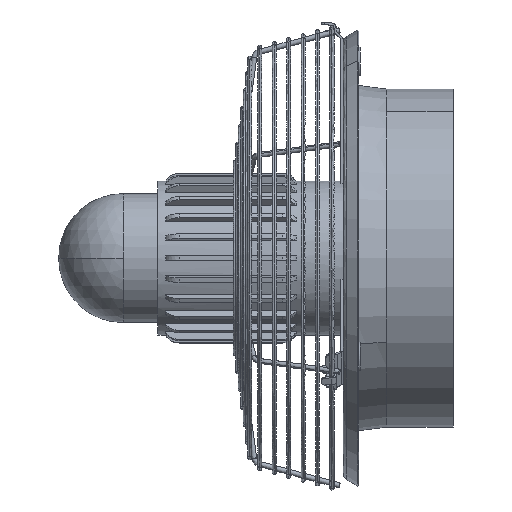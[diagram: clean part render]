
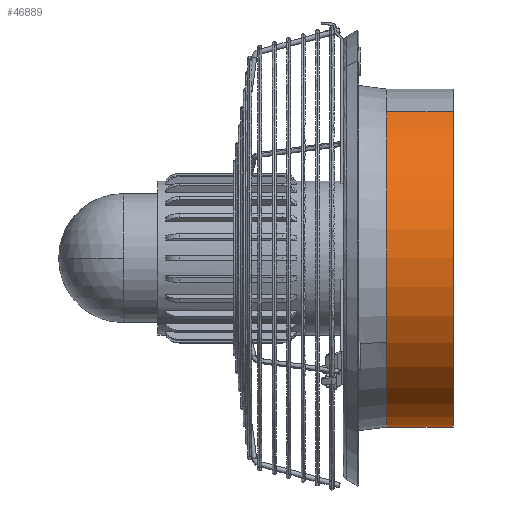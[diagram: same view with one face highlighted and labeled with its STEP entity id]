
A CAD part, front view. The second image highlights one B-rep face of the part: STEP entity #46889.
In plain terms, the highlighted cylindrical face has radius 107.5 mm (diameter 215 mm), a partial arc.
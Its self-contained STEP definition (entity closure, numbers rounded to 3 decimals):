
#1361 = EDGE_CURVE ( 'NONE', #33531, #56823, #5408, .T. ) ;
#3453 = VERTEX_POINT ( 'NONE', #61255 ) ;
#5408 = CIRCLE ( 'NONE', #31985, 107.5 ) ;
#9598 = VERTEX_POINT ( 'NONE', #30314 ) ;
#11672 = AXIS2_PLACEMENT_3D ( 'NONE', #56498, #27407, #42069 ) ;
#13713 = CYLINDRICAL_SURFACE ( 'NONE', #55864, 107.5 ) ;
#14527 = DIRECTION ( 'NONE',  ( -1., 0., 0. ) ) ;
#15220 = EDGE_CURVE ( 'NONE', #21078, #33531, #61762, .T. ) ;
#15631 = CARTESIAN_POINT ( 'NONE',  ( 97.183, -85.76, 0. ) ) ;
#15706 = AXIS2_PLACEMENT_3D ( 'NONE', #47742, #37310, #62186 ) ;
#16762 = ORIENTED_EDGE ( 'NONE', *, *, #61109, .T. ) ;
#19202 = CARTESIAN_POINT ( 'NONE',  ( 75.933, -85.76, 0. ) ) ;
#20483 = DIRECTION ( 'NONE',  ( -1., 0., 0. ) ) ;
#21078 = VERTEX_POINT ( 'NONE', #53988 ) ;
#23257 = ORIENTED_EDGE ( 'NONE', *, *, #1361, .T. ) ;
#24005 = ORIENTED_EDGE ( 'NONE', *, *, #30021, .T. ) ;
#26495 = VECTOR ( 'NONE', #31998, 1000. ) ;
#27275 = CIRCLE ( 'NONE', #15706, 107.5 ) ;
#27407 = DIRECTION ( 'NONE',  ( 1., 0., 0. ) ) ;
#27704 = CARTESIAN_POINT ( 'NONE',  ( 75.933, -178.858, -53.75 ) ) ;
#28269 = EDGE_CURVE ( 'NONE', #9598, #3453, #35762, .T. ) ;
#30021 = EDGE_CURVE ( 'NONE', #56823, #3453, #53536, .T. ) ;
#30314 = CARTESIAN_POINT ( 'NONE',  ( 118.433, -32.01, -93.098 ) ) ;
#31985 = AXIS2_PLACEMENT_3D ( 'NONE', #19202, #58785, #54310 ) ;
#31998 = DIRECTION ( 'NONE',  ( -1., 0., 0. ) ) ;
#33531 = VERTEX_POINT ( 'NONE', #40701 ) ;
#34329 = CARTESIAN_POINT ( 'NONE',  ( 97.183, -139.51, 93.098 ) ) ;
#35762 = LINE ( 'NONE', #37097, #26495 ) ;
#37097 = CARTESIAN_POINT ( 'NONE',  ( 97.183, -32.01, -93.098 ) ) ;
#37310 = DIRECTION ( 'NONE',  ( -1., 0., 0. ) ) ;
#40701 = CARTESIAN_POINT ( 'NONE',  ( 75.933, -139.51, 93.098 ) ) ;
#41046 = ORIENTED_EDGE ( 'NONE', *, *, #28269, .F. ) ;
#42069 = DIRECTION ( 'NONE',  ( 0., -0.866, -0.5 ) ) ;
#46527 = VECTOR ( 'NONE', #14527, 1000. ) ;
#46889 = ADVANCED_FACE ( 'NONE', ( #60762 ), #13713, .T. ) ;
#47742 = CARTESIAN_POINT ( 'NONE',  ( 118.433, -85.76, 0. ) ) ;
#48783 = ORIENTED_EDGE ( 'NONE', *, *, #15220, .T. ) ;
#53536 = CIRCLE ( 'NONE', #11672, 107.5 ) ;
#53988 = CARTESIAN_POINT ( 'NONE',  ( 118.433, -139.51, 93.098 ) ) ;
#54310 = DIRECTION ( 'NONE',  ( 0., -0.866, -0.5 ) ) ;
#55864 = AXIS2_PLACEMENT_3D ( 'NONE', #15631, #20483, #58617 ) ;
#56498 = CARTESIAN_POINT ( 'NONE',  ( 75.933, -85.76, 0. ) ) ;
#56823 = VERTEX_POINT ( 'NONE', #27704 ) ;
#58617 = DIRECTION ( 'NONE',  ( 0., 0.5, -0.866 ) ) ;
#58756 = EDGE_LOOP ( 'NONE', ( #16762, #48783, #23257, #24005, #41046 ) ) ;
#58785 = DIRECTION ( 'NONE',  ( 1., 0., 0. ) ) ;
#60762 = FACE_OUTER_BOUND ( 'NONE', #58756, .T. ) ;
#61109 = EDGE_CURVE ( 'NONE', #9598, #21078, #27275, .T. ) ;
#61255 = CARTESIAN_POINT ( 'NONE',  ( 75.933, -32.01, -93.098 ) ) ;
#61762 = LINE ( 'NONE', #34329, #46527 ) ;
#62186 = DIRECTION ( 'NONE',  ( 0., 0.5, -0.866 ) ) ;
